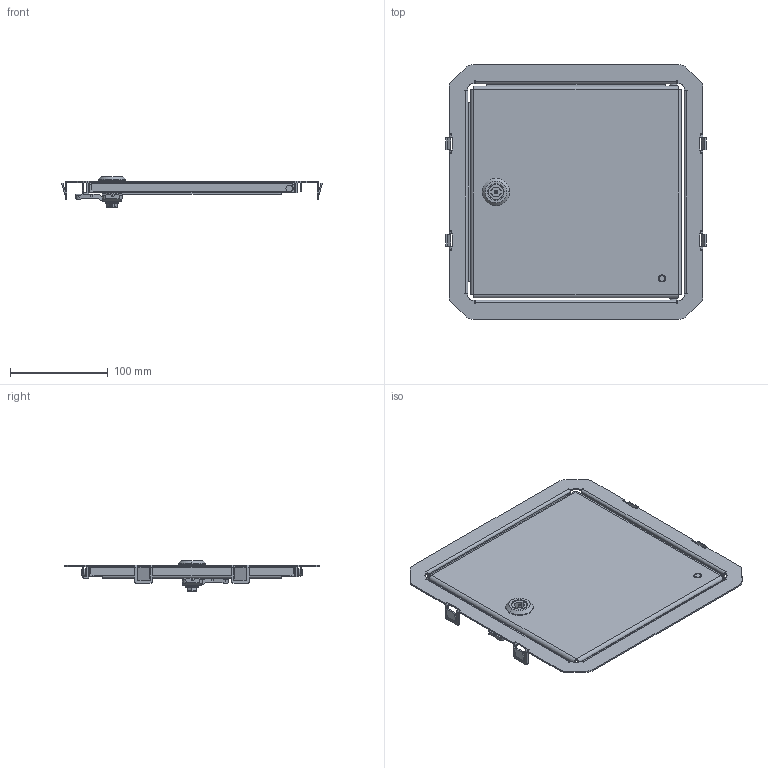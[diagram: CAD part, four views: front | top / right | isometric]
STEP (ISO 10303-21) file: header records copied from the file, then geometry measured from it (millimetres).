
FILE_DESCRIPTION (( 'STEP AP203' ), '1' );
FILE_NAME ('IDS ARCA 3030.STEP', '2022-05-31T11:41:50', ( '' ), ( '' ), 'SwSTEP 2.0', 'SolidWorks 2021', '' );
FILE_SCHEMA (( 'CONFIG_CONTROL_DESIGN' ));
Length unit declared in the file: millimetre
Products named in the file (6): IDS cam; IDS Lock; IDS lock cam as open; IDS Door_3030; IDS ARCA 3030; IDS Frame 3030
Assembly tree (5 placements, depth 2):
  IDS ARCA 3030
    IDS Frame 3030
    IDS Door_3030
    IDS Lock
    IDS lock cam as open
    IDS cam
Bounding box: 266.99 x 261 x 31.65 mm (x, y, z)
Volume: 166805.4 mm3; surface area: 184201 mm2
Topology: 10 solids, 10 shells, 809 faces, 2122 edges, 1330 vertices
Faces by surface type: plane 421, cylinder 285, cone 38, torus 35, bspline 24, sphere 6
Entity records: 27345 total; most frequent: CARTESIAN_POINT 6763, ORIENTED_EDGE 4226, DIRECTION 4172, EDGE_CURVE 2113, AXIS2_PLACEMENT_3D 1428, VERTEX_POINT 1327, LINE 1316, VECTOR 1316
